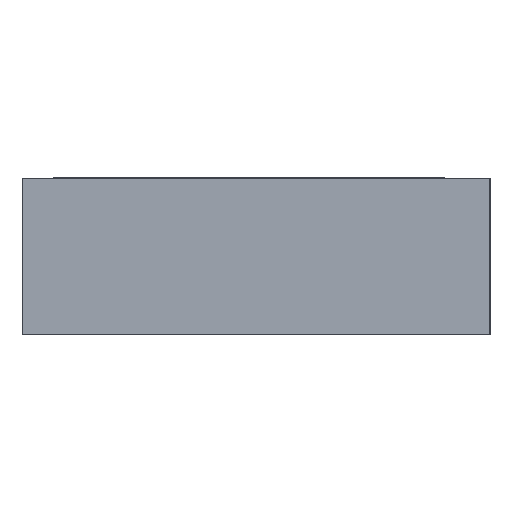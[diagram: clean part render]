
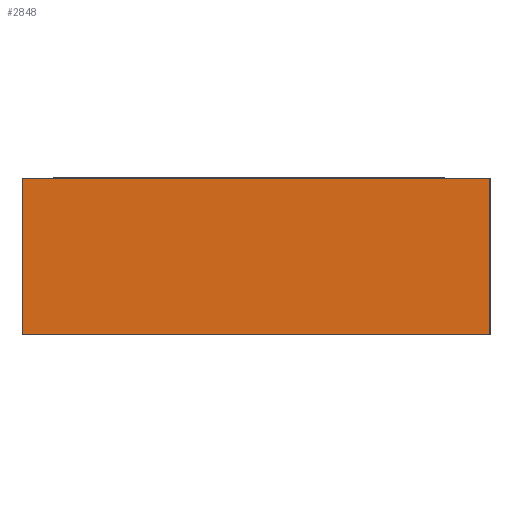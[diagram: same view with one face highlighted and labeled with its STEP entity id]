
A CAD part, left-side view. The second image highlights one B-rep face of the part: STEP entity #2848.
In plain terms, the highlighted planar face has unit normal (-1, 0, 0).
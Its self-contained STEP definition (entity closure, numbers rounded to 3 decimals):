
#398=FACE_OUTER_BOUND('',#587,.T.);
#587=EDGE_LOOP('',(#2555,#2556,#2557,#2558));
#624=LINE('',#3605,#899);
#661=LINE('',#3692,#936);
#863=LINE('',#4943,#1138);
#864=LINE('',#4976,#1139);
#899=VECTOR('',#3061,3.);
#936=VECTOR('',#3136,1.001);
#1138=VECTOR('',#3462,3.);
#1139=VECTOR('',#3507,1.001);
#1173=VERTEX_POINT('',#3601);
#1174=VERTEX_POINT('',#3603);
#1205=VERTEX_POINT('',#3691);
#1400=VERTEX_POINT('',#4941);
#1450=EDGE_CURVE('',#1174,#1173,#624,.T.);
#1491=EDGE_CURVE('',#1173,#1205,#661,.T.);
#1793=EDGE_CURVE('',#1205,#1400,#863,.T.);
#1804=EDGE_CURVE('',#1400,#1174,#864,.T.);
#2555=ORIENTED_EDGE('',*,*,#1804,.F.);
#2556=ORIENTED_EDGE('',*,*,#1793,.F.);
#2557=ORIENTED_EDGE('',*,*,#1491,.F.);
#2558=ORIENTED_EDGE('',*,*,#1450,.F.);
#2690=PLANE('',#2978);
#2848=ADVANCED_FACE('',(#398),#2690,.T.);
#2978=AXIS2_PLACEMENT_3D('',#4975,#3505,#3506);
#3061=DIRECTION('',(0.,1.,0.));
#3136=DIRECTION('',(0.,0.,1.));
#3462=DIRECTION('',(0.,-1.,0.));
#3505=DIRECTION('center_axis',(-1.,0.,0.));
#3506=DIRECTION('ref_axis',(0.,-1.,0.));
#3507=DIRECTION('',(0.,0.,-1.));
#3601=CARTESIAN_POINT('',(16.477,10.439,-0.001));
#3603=CARTESIAN_POINT('',(16.477,7.439,-0.001));
#3605=CARTESIAN_POINT('',(16.477,7.439,-0.001));
#3691=CARTESIAN_POINT('',(16.477,10.439,1.));
#3692=CARTESIAN_POINT('',(16.477,10.439,0.));
#4941=CARTESIAN_POINT('',(16.477,7.439,1.));
#4943=CARTESIAN_POINT('',(16.477,10.439,1.));
#4975=CARTESIAN_POINT('Origin',(16.477,10.439,0.));
#4976=CARTESIAN_POINT('',(16.477,7.439,0.));
